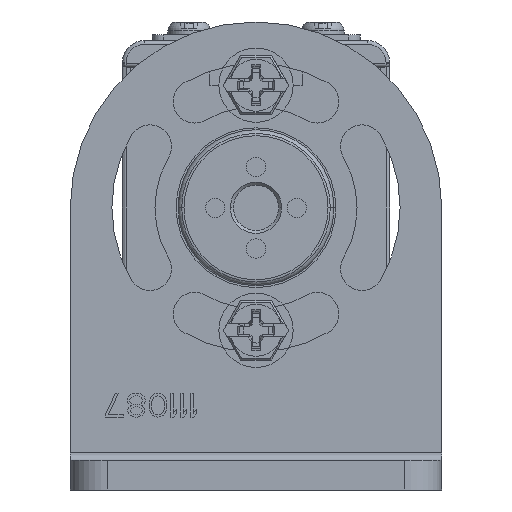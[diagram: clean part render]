
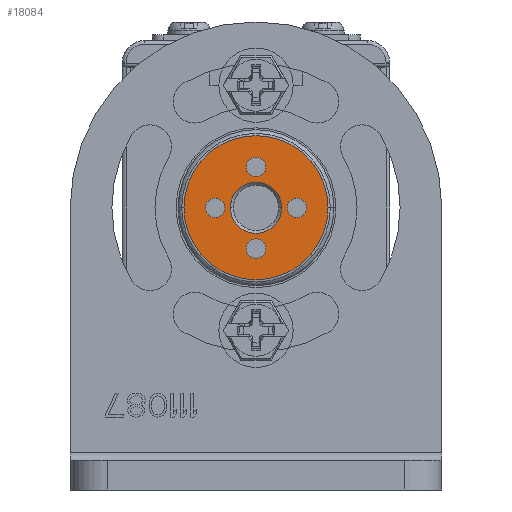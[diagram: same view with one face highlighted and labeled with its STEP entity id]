
A CAD part, front view. The second image highlights one B-rep face of the part: STEP entity #18084.
In plain terms, the highlighted planar face has unit normal (0, -1, 0).
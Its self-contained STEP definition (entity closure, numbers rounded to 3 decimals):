
#3133=CARTESIAN_POINT('',(0.,-515.,22.5));
#3134=DIRECTION('',(0.,-1.,0.));
#3135=DIRECTION('',(-1.,0.,0.));
#3136=AXIS2_PLACEMENT_3D('',#3133,#3134,#3135);
#3138=CARTESIAN_POINT('',(0.,-515.,22.5));
#3139=DIRECTION('',(0.,-1.,0.));
#3140=DIRECTION('',(1.,0.,0.));
#3141=AXIS2_PLACEMENT_3D('',#3138,#3139,#3140);
#3143=CARTESIAN_POINT('',(0.,-515.,22.5));
#3144=DIRECTION('',(0.,1.,0.));
#3145=DIRECTION('',(-1.,0.,0.));
#3146=AXIS2_PLACEMENT_3D('',#3143,#3144,#3145);
#3148=CARTESIAN_POINT('',(0.,-515.,22.5));
#3149=DIRECTION('',(0.,1.,0.));
#3150=DIRECTION('',(1.,0.,0.));
#3151=AXIS2_PLACEMENT_3D('',#3148,#3149,#3150);
#3153=CARTESIAN_POINT('',(0.,-515.,17.));
#3154=DIRECTION('',(0.,-1.,0.));
#3155=DIRECTION('',(-1.,0.,0.));
#3156=AXIS2_PLACEMENT_3D('',#3153,#3154,#3155);
#3158=CARTESIAN_POINT('',(0.,-515.,17.));
#3159=DIRECTION('',(0.,-1.,0.));
#3160=DIRECTION('',(1.,0.,0.));
#3161=AXIS2_PLACEMENT_3D('',#3158,#3159,#3160);
#3163=CARTESIAN_POINT('',(-5.5,-515.,22.5));
#3164=DIRECTION('',(0.,-1.,0.));
#3165=DIRECTION('',(-1.,0.,0.));
#3166=AXIS2_PLACEMENT_3D('',#3163,#3164,#3165);
#3168=CARTESIAN_POINT('',(-5.5,-515.,22.5));
#3169=DIRECTION('',(0.,-1.,0.));
#3170=DIRECTION('',(1.,0.,0.));
#3171=AXIS2_PLACEMENT_3D('',#3168,#3169,#3170);
#3173=CARTESIAN_POINT('',(0.,-515.,28.));
#3174=DIRECTION('',(0.,-1.,0.));
#3175=DIRECTION('',(-1.,0.,0.));
#3176=AXIS2_PLACEMENT_3D('',#3173,#3174,#3175);
#3178=CARTESIAN_POINT('',(0.,-515.,28.));
#3179=DIRECTION('',(0.,-1.,0.));
#3180=DIRECTION('',(1.,0.,0.));
#3181=AXIS2_PLACEMENT_3D('',#3178,#3179,#3180);
#3183=CARTESIAN_POINT('',(5.5,-515.,22.5));
#3184=DIRECTION('',(0.,-1.,0.));
#3185=DIRECTION('',(-1.,0.,0.));
#3186=AXIS2_PLACEMENT_3D('',#3183,#3184,#3185);
#3188=CARTESIAN_POINT('',(5.5,-515.,22.5));
#3189=DIRECTION('',(0.,-1.,0.));
#3190=DIRECTION('',(1.,0.,0.));
#3191=AXIS2_PLACEMENT_3D('',#3188,#3189,#3190);
#13057=CARTESIAN_POINT('',(-9.7,-515.,22.5));
#13058=CARTESIAN_POINT('',(9.7,-515.,22.5));
#13059=VERTEX_POINT('',#13057);
#13060=VERTEX_POINT('',#13058);
#13065=CARTESIAN_POINT('',(-3.45,-515.,22.5));
#13066=CARTESIAN_POINT('',(3.45,-515.,22.5));
#13067=VERTEX_POINT('',#13065);
#13068=VERTEX_POINT('',#13066);
#13085=CARTESIAN_POINT('',(-1.3,-515.,17.));
#13086=CARTESIAN_POINT('',(1.3,-515.,17.));
#13087=VERTEX_POINT('',#13085);
#13088=VERTEX_POINT('',#13086);
#13089=CARTESIAN_POINT('',(-6.8,-515.,22.5));
#13090=CARTESIAN_POINT('',(-4.2,-515.,22.5));
#13091=VERTEX_POINT('',#13089);
#13092=VERTEX_POINT('',#13090);
#13093=CARTESIAN_POINT('',(-1.3,-515.,28.));
#13094=CARTESIAN_POINT('',(1.3,-515.,28.));
#13095=VERTEX_POINT('',#13093);
#13096=VERTEX_POINT('',#13094);
#13097=CARTESIAN_POINT('',(4.2,-515.,22.5));
#13098=CARTESIAN_POINT('',(6.8,-515.,22.5));
#13099=VERTEX_POINT('',#13097);
#13100=VERTEX_POINT('',#13098);
#18044=CARTESIAN_POINT('',(0.,-515.,22.5));
#18045=DIRECTION('',(0.,-1.,0.));
#18046=DIRECTION('',(-1.,0.,0.));
#18047=AXIS2_PLACEMENT_3D('',#18044,#18045,#18046);
#18048=PLANE('',#18047);
#18049=ORIENTED_EDGE('',*,*,#18034,.F.);
#18051=ORIENTED_EDGE('',*,*,#18050,.F.);
#18052=EDGE_LOOP('',(#18049,#18051));
#18053=FACE_OUTER_BOUND('',#18052,.F.);
#18055=ORIENTED_EDGE('',*,*,#18054,.F.);
#18057=ORIENTED_EDGE('',*,*,#18056,.F.);
#18058=EDGE_LOOP('',(#18055,#18057));
#18059=FACE_BOUND('',#18058,.F.);
#18061=ORIENTED_EDGE('',*,*,#18060,.T.);
#18063=ORIENTED_EDGE('',*,*,#18062,.T.);
#18064=EDGE_LOOP('',(#18061,#18063));
#18065=FACE_BOUND('',#18064,.F.);
#18067=ORIENTED_EDGE('',*,*,#18066,.T.);
#18069=ORIENTED_EDGE('',*,*,#18068,.T.);
#18070=EDGE_LOOP('',(#18067,#18069));
#18071=FACE_BOUND('',#18070,.F.);
#18073=ORIENTED_EDGE('',*,*,#18072,.T.);
#18075=ORIENTED_EDGE('',*,*,#18074,.T.);
#18076=EDGE_LOOP('',(#18073,#18075));
#18077=FACE_BOUND('',#18076,.F.);
#18079=ORIENTED_EDGE('',*,*,#18078,.T.);
#18081=ORIENTED_EDGE('',*,*,#18080,.T.);
#18082=EDGE_LOOP('',(#18079,#18081));
#18083=FACE_BOUND('',#18082,.F.);
#18084=ADVANCED_FACE('',(#18053,#18059,#18065,#18071,#18077,#18083),#18048,.T.);
#3137=CIRCLE('',#3136,9.7);
#3142=CIRCLE('',#3141,9.7);
#3147=CIRCLE('',#3146,3.45);
#3152=CIRCLE('',#3151,3.45);
#3157=CIRCLE('',#3156,1.3);
#3162=CIRCLE('',#3161,1.3);
#3167=CIRCLE('',#3166,1.3);
#3172=CIRCLE('',#3171,1.3);
#3177=CIRCLE('',#3176,1.3);
#3182=CIRCLE('',#3181,1.3);
#3187=CIRCLE('',#3186,1.3);
#3192=CIRCLE('',#3191,1.3);
#18034=EDGE_CURVE('',#13059,#13060,#3137,.T.);
#18050=EDGE_CURVE('',#13060,#13059,#3142,.T.);
#18054=EDGE_CURVE('',#13067,#13068,#3147,.T.);
#18056=EDGE_CURVE('',#13068,#13067,#3152,.T.);
#18060=EDGE_CURVE('',#13087,#13088,#3157,.T.);
#18062=EDGE_CURVE('',#13088,#13087,#3162,.T.);
#18066=EDGE_CURVE('',#13091,#13092,#3167,.T.);
#18068=EDGE_CURVE('',#13092,#13091,#3172,.T.);
#18072=EDGE_CURVE('',#13095,#13096,#3177,.T.);
#18074=EDGE_CURVE('',#13096,#13095,#3182,.T.);
#18078=EDGE_CURVE('',#13099,#13100,#3187,.T.);
#18080=EDGE_CURVE('',#13100,#13099,#3192,.T.);
